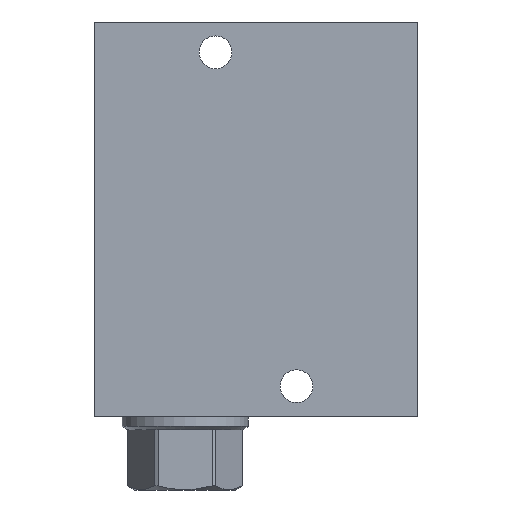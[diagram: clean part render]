
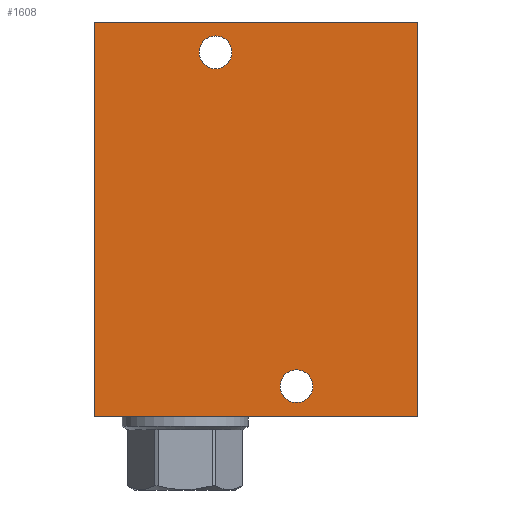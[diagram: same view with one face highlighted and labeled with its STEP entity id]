
A CAD part, front view. The second image highlights one B-rep face of the part: STEP entity #1608.
In plain terms, the highlighted planar face has unit normal (0, -1, 0).
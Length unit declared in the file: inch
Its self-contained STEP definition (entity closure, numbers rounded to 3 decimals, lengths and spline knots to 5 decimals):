
#5=DIRECTION('',(1.,0.,0.));
#6=VECTOR('',#5,4.);
#7=CARTESIAN_POINT('',(0.,-2.25,0.));
#8=LINE('',#7,#6);
#75=DIRECTION('',(0.,0.,1.));
#76=VECTOR('',#75,4.875);
#77=CARTESIAN_POINT('',(4.,-2.25,0.));
#78=LINE('',#77,#76);
#89=DIRECTION('',(0.,0.,1.));
#90=VECTOR('',#89,4.875);
#91=CARTESIAN_POINT('',(0.,-2.25,0.));
#92=LINE('',#91,#90);
#93=CARTESIAN_POINT('',(2.5,-2.25,0.375));
#94=DIRECTION('',(0.,1.,0.));
#95=DIRECTION('',(0.,0.,-1.));
#96=AXIS2_PLACEMENT_3D('',#93,#94,#95);
#98=CARTESIAN_POINT('',(2.5,-2.25,0.375));
#99=DIRECTION('',(0.,1.,0.));
#100=DIRECTION('',(0.,0.,1.));
#101=AXIS2_PLACEMENT_3D('',#98,#99,#100);
#103=CARTESIAN_POINT('',(1.5,-2.25,4.5));
#104=DIRECTION('',(0.,1.,0.));
#105=DIRECTION('',(0.,0.,-1.));
#106=AXIS2_PLACEMENT_3D('',#103,#104,#105);
#108=CARTESIAN_POINT('',(1.5,-2.25,4.5));
#109=DIRECTION('',(0.,1.,0.));
#110=DIRECTION('',(0.,0.,1.));
#111=AXIS2_PLACEMENT_3D('',#108,#109,#110);
#125=DIRECTION('',(1.,0.,0.));
#126=VECTOR('',#125,4.);
#127=CARTESIAN_POINT('',(0.,-2.25,4.875));
#128=LINE('',#127,#126);
#1308=CARTESIAN_POINT('',(0.,-2.25,0.));
#1310=VERTEX_POINT('',#1308);
#1311=CARTESIAN_POINT('',(4.,-2.25,0.));
#1312=VERTEX_POINT('',#1311);
#1316=CARTESIAN_POINT('',(0.,-2.25,4.875));
#1318=VERTEX_POINT('',#1316);
#1319=CARTESIAN_POINT('',(4.,-2.25,4.875));
#1320=VERTEX_POINT('',#1319);
#1411=CARTESIAN_POINT('',(2.5,-2.25,0.172));
#1412=CARTESIAN_POINT('',(2.5,-2.25,0.578));
#1413=VERTEX_POINT('',#1411);
#1414=VERTEX_POINT('',#1412);
#1423=CARTESIAN_POINT('',(1.5,-2.25,4.297));
#1424=CARTESIAN_POINT('',(1.5,-2.25,4.703));
#1425=VERTEX_POINT('',#1423);
#1426=VERTEX_POINT('',#1424);
#1584=CARTESIAN_POINT('',(0.,-2.25,0.));
#1585=DIRECTION('',(0.,-1.,0.));
#1586=DIRECTION('',(1.,0.,0.));
#1587=AXIS2_PLACEMENT_3D('',#1584,#1585,#1586);
#1588=PLANE('',#1587);
#1589=ORIENTED_EDGE('',*,*,#1496,.F.);
#1590=ORIENTED_EDGE('',*,*,#1521,.T.);
#1592=ORIENTED_EDGE('',*,*,#1591,.T.);
#1593=ORIENTED_EDGE('',*,*,#1570,.F.);
#1594=EDGE_LOOP('',(#1589,#1590,#1592,#1593));
#1595=FACE_OUTER_BOUND('',#1594,.F.);
#1597=ORIENTED_EDGE('',*,*,#1596,.F.);
#1599=ORIENTED_EDGE('',*,*,#1598,.F.);
#1600=EDGE_LOOP('',(#1597,#1599));
#1601=FACE_BOUND('',#1600,.F.);
#1603=ORIENTED_EDGE('',*,*,#1602,.F.);
#1605=ORIENTED_EDGE('',*,*,#1604,.F.);
#1606=EDGE_LOOP('',(#1603,#1605));
#1607=FACE_BOUND('',#1606,.F.);
#1608=ADVANCED_FACE('',(#1595,#1601,#1607),#1588,.T.);
#97=CIRCLE('',#96,0.203);
#102=CIRCLE('',#101,0.203);
#107=CIRCLE('',#106,0.203);
#112=CIRCLE('',#111,0.203);
#1496=EDGE_CURVE('',#1310,#1312,#8,.T.);
#1521=EDGE_CURVE('',#1310,#1318,#92,.T.);
#1570=EDGE_CURVE('',#1312,#1320,#78,.T.);
#1591=EDGE_CURVE('',#1318,#1320,#128,.T.);
#1596=EDGE_CURVE('',#1413,#1414,#97,.T.);
#1598=EDGE_CURVE('',#1414,#1413,#102,.T.);
#1602=EDGE_CURVE('',#1425,#1426,#107,.T.);
#1604=EDGE_CURVE('',#1426,#1425,#112,.T.);
